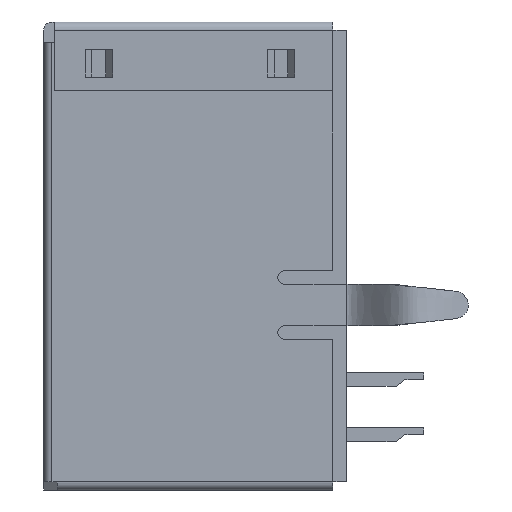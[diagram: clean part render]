
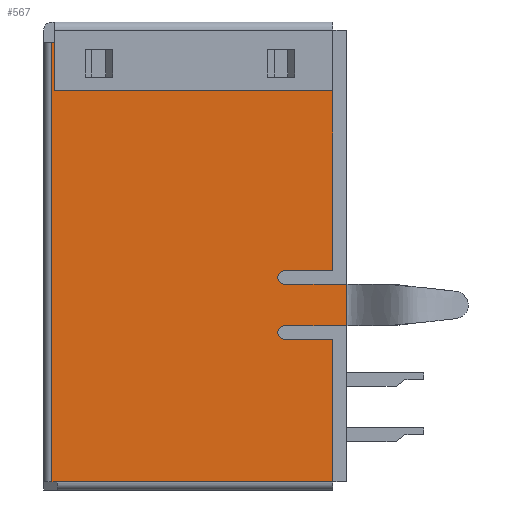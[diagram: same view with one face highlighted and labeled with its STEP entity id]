
A CAD part, left-side view. The second image highlights one B-rep face of the part: STEP entity #567.
In plain terms, the highlighted planar face has unit normal (-1, 0, 0).
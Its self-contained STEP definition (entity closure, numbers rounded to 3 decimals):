
#29 = EDGE_CURVE ( 'NONE', #269, #30, #2281, .T. ) ;
#30 = VERTEX_POINT ( 'NONE', #2277 ) ;
#31 = ORIENTED_EDGE ( 'NONE', *, *, #32, .T. ) ;
#32 = EDGE_CURVE ( 'NONE', #30, #510, #2276, .T. ) ;
#34 = ORIENTED_EDGE ( 'NONE', *, *, #35, .F. ) ;
#35 = EDGE_CURVE ( 'NONE', #265, #228, #2272, .T. ) ;
#71 = EDGE_CURVE ( 'NONE', #348, #190, #2297, .T. ) ;
#72 = EDGE_CURVE ( 'NONE', #190, #564, #2293, .T. ) ;
#107 = EDGE_CURVE ( 'NONE', #265, #108, #2096, .T. ) ;
#108 = VERTEX_POINT ( 'NONE', #2092 ) ;
#109 = ORIENTED_EDGE ( 'NONE', *, *, #110, .F. ) ;
#110 = EDGE_CURVE ( 'NONE', #111, #108, #2091, .T. ) ;
#111 = VERTEX_POINT ( 'NONE', #2087 ) ;
#190 = VERTEX_POINT ( 'NONE', #2424 ) ;
#191 = ORIENTED_EDGE ( 'NONE', *, *, #71, .F. ) ;
#228 = VERTEX_POINT ( 'NONE', #2494 ) ;
#265 = VERTEX_POINT ( 'NONE', #2574 ) ;
#266 = ORIENTED_EDGE ( 'NONE', *, *, #107, .T. ) ;
#267 = ORIENTED_EDGE ( 'NONE', *, *, #268, .F. ) ;
#268 = EDGE_CURVE ( 'NONE', #269, #111, #2572, .T. ) ;
#269 = VERTEX_POINT ( 'NONE', #5909 ) ;
#270 = ORIENTED_EDGE ( 'NONE', *, *, #29, .T. ) ;
#308 = VERTEX_POINT ( 'NONE', #5833 ) ;
#309 = EDGE_CURVE ( 'NONE', #308, #312, #5832, .T. ) ;
#310 = ORIENTED_EDGE ( 'NONE', *, *, #350, .F. ) ;
#311 = ORIENTED_EDGE ( 'NONE', *, *, #309, .F. ) ;
#312 = VERTEX_POINT ( 'NONE', #5828 ) ;
#347 = EDGE_CURVE ( 'NONE', #348, #312, #6021, .T. ) ;
#348 = VERTEX_POINT ( 'NONE', #6017 ) ;
#349 = ORIENTED_EDGE ( 'NONE', *, *, #347, .T. ) ;
#350 = EDGE_CURVE ( 'NONE', #228, #308, #6016, .T. ) ;
#386 = ORIENTED_EDGE ( 'NONE', *, *, #387, .T. ) ;
#387 = EDGE_CURVE ( 'NONE', #513, #508, #6006, .T. ) ;
#388 = ORIENTED_EDGE ( 'NONE', *, *, #566, .T. ) ;
#389 = ORIENTED_EDGE ( 'NONE', *, *, #72, .F. ) ;
#508 = VERTEX_POINT ( 'NONE', #2896 ) ;
#509 = VERTEX_POINT ( 'NONE', #2895 ) ;
#510 = VERTEX_POINT ( 'NONE', #2894 ) ;
#511 = ORIENTED_EDGE ( 'NONE', *, *, #512, .T. ) ;
#512 = EDGE_CURVE ( 'NONE', #509, #513, #2978, .T. ) ;
#513 = VERTEX_POINT ( 'NONE', #2973 ) ;
#564 = VERTEX_POINT ( 'NONE', #3034 ) ;
#566 = EDGE_CURVE ( 'NONE', #508, #564, #3033, .T. ) ;
#567 = ADVANCED_FACE ( 'NONE', ( #3029 ), #3028, .F. ) ;
#568 = EDGE_LOOP ( 'NONE', ( #569, #511, #386, #388, #389, #191, #349, #311, #310, #34, #266, #109, #267, #270, #31 ) ) ;
#569 = ORIENTED_EDGE ( 'NONE', *, *, #570, .F. ) ;
#570 = EDGE_CURVE ( 'NONE', #509, #510, #3023, .T. ) ;
#2087 = CARTESIAN_POINT ( 'NONE',  ( -5.7, 2.25, -11.53 ) ) ;
#2088 = DIRECTION ( 'NONE',  ( 0., -1., 0. ) ) ;
#2089 = VECTOR ( 'NONE', #2088, 1000. ) ;
#2090 = CARTESIAN_POINT ( 'NONE',  ( -5.7, 0.5, -11.53 ) ) ;
#2091 = LINE ( 'NONE', #2090, #2089 ) ;
#2092 = CARTESIAN_POINT ( 'NONE',  ( -5.7, 0.5, -11.53 ) ) ;
#2093 = DIRECTION ( 'NONE',  ( 0., 0., 1. ) ) ;
#2094 = VECTOR ( 'NONE', #2093, 1000. ) ;
#2095 = CARTESIAN_POINT ( 'NONE',  ( -5.7, 0.5, -17. ) ) ;
#2096 = LINE ( 'NONE', #2095, #2094 ) ;
#2269 = DIRECTION ( 'NONE',  ( 0., 1., 0. ) ) ;
#2270 = VECTOR ( 'NONE', #2269, 1000. ) ;
#2271 = CARTESIAN_POINT ( 'NONE',  ( -5.7, 10.5, -16.7 ) ) ;
#2272 = LINE ( 'NONE', #2271, #2270 ) ;
#2273 = DIRECTION ( 'NONE',  ( 0., 0., 1. ) ) ;
#2274 = VECTOR ( 'NONE', #2273, 1000. ) ;
#2275 = CARTESIAN_POINT ( 'NONE',  ( -5.7, 0.004, -10.28 ) ) ;
#2276 = LINE ( 'NONE', #2275, #2274 ) ;
#2277 = CARTESIAN_POINT ( 'NONE',  ( -5.7, 0.004, -11.03 ) ) ;
#2278 = DIRECTION ( 'NONE',  ( 0., -1., 0. ) ) ;
#2279 = VECTOR ( 'NONE', #2278, 1000. ) ;
#2280 = CARTESIAN_POINT ( 'NONE',  ( -5.7, 0., -11.03 ) ) ;
#2281 = LINE ( 'NONE', #2280, #2279 ) ;
#2290 = DIRECTION ( 'NONE',  ( 0., -1., 0. ) ) ;
#2291 = VECTOR ( 'NONE', #2290, 1000. ) ;
#2292 = CARTESIAN_POINT ( 'NONE',  ( -5.7, 10.6, -2.5 ) ) ;
#2293 = LINE ( 'NONE', #2292, #2291 ) ;
#2294 = DIRECTION ( 'NONE',  ( 0., 0., -1. ) ) ;
#2295 = VECTOR ( 'NONE', #2294, 1000. ) ;
#2296 = CARTESIAN_POINT ( 'NONE',  ( -5.7, 10.6, 0. ) ) ;
#2297 = LINE ( 'NONE', #2296, #2295 ) ;
#2424 = CARTESIAN_POINT ( 'NONE',  ( -5.7, 10.6, -2.5 ) ) ;
#2494 = CARTESIAN_POINT ( 'NONE',  ( -5.7, 10.5, -16.7 ) ) ;
#2503 = DIRECTION ( 'NONE',  ( 0., 0., 1. ) ) ;
#2569 = DIRECTION ( 'NONE',  ( -1., 0., 0. ) ) ;
#2570 = CARTESIAN_POINT ( 'NONE',  ( -5.7, 2.25, -11.28 ) ) ;
#2571 = AXIS2_PLACEMENT_3D ( 'NONE', #2570, #2569, #2503 ) ;
#2572 = CIRCLE ( 'NONE', #2571, 0.25 ) ;
#2574 = CARTESIAN_POINT ( 'NONE',  ( -5.7, 0.5, -16.7 ) ) ;
#2894 = CARTESIAN_POINT ( 'NONE',  ( -5.7, 0.004, -9.53 ) ) ;
#2895 = CARTESIAN_POINT ( 'NONE',  ( -5.7, 2.25, -9.53 ) ) ;
#2896 = CARTESIAN_POINT ( 'NONE',  ( -5.7, 0.5, -9.03 ) ) ;
#2973 = CARTESIAN_POINT ( 'NONE',  ( -5.7, 2.25, -9.03 ) ) ;
#2974 = DIRECTION ( 'NONE',  ( 0., 0., -1. ) ) ;
#2975 = DIRECTION ( 'NONE',  ( 1., 0., 0. ) ) ;
#2976 = CARTESIAN_POINT ( 'NONE',  ( -5.7, 2.25, -9.28 ) ) ;
#2977 = AXIS2_PLACEMENT_3D ( 'NONE', #2976, #2975, #2974 ) ;
#2978 = CIRCLE ( 'NONE', #2977, 0.25 ) ;
#3020 = DIRECTION ( 'NONE',  ( 0., -1., 0. ) ) ;
#3021 = VECTOR ( 'NONE', #3020, 1000. ) ;
#3022 = CARTESIAN_POINT ( 'NONE',  ( -5.7, 0., -9.53 ) ) ;
#3023 = LINE ( 'NONE', #3022, #3021 ) ;
#3024 = DIRECTION ( 'NONE',  ( 0., 0., 1. ) ) ;
#3025 = DIRECTION ( 'NONE',  ( 1., 0., 0. ) ) ;
#3026 = CARTESIAN_POINT ( 'NONE',  ( -5.7, 0., 0. ) ) ;
#3027 = AXIS2_PLACEMENT_3D ( 'NONE', #3026, #3025, #3024 ) ;
#3028 = PLANE ( 'NONE',  #3027 ) ;
#3029 = FACE_OUTER_BOUND ( 'NONE', #568, .T. ) ;
#3030 = DIRECTION ( 'NONE',  ( 0., 0., 1. ) ) ;
#3031 = VECTOR ( 'NONE', #3030, 1000. ) ;
#3032 = CARTESIAN_POINT ( 'NONE',  ( -5.7, 0.5, -17. ) ) ;
#3033 = LINE ( 'NONE', #3032, #3031 ) ;
#3034 = CARTESIAN_POINT ( 'NONE',  ( -5.7, 0.5, -2.5 ) ) ;
#5828 = CARTESIAN_POINT ( 'NONE',  ( -5.7, 10.7, -0.75 ) ) ;
#5829 = DIRECTION ( 'NONE',  ( 0., 0., 1. ) ) ;
#5830 = VECTOR ( 'NONE', #5829, 1000. ) ;
#5831 = CARTESIAN_POINT ( 'NONE',  ( -5.7, 10.7, -0.75 ) ) ;
#5832 = LINE ( 'NONE', #5831, #5830 ) ;
#5833 = CARTESIAN_POINT ( 'NONE',  ( -5.7, 10.7, -16.7 ) ) ;
#5909 = CARTESIAN_POINT ( 'NONE',  ( -5.7, 2.25, -11.03 ) ) ;
#6003 = DIRECTION ( 'NONE',  ( 0., -1., 0. ) ) ;
#6004 = VECTOR ( 'NONE', #6003, 1000. ) ;
#6005 = CARTESIAN_POINT ( 'NONE',  ( -5.7, 0.5, -9.03 ) ) ;
#6006 = LINE ( 'NONE', #6005, #6004 ) ;
#6013 = DIRECTION ( 'NONE',  ( 0., 1., 0. ) ) ;
#6014 = VECTOR ( 'NONE', #6013, 1000. ) ;
#6015 = CARTESIAN_POINT ( 'NONE',  ( -5.7, 10.5, -16.7 ) ) ;
#6016 = LINE ( 'NONE', #6015, #6014 ) ;
#6017 = CARTESIAN_POINT ( 'NONE',  ( -5.7, 10.6, -0.75 ) ) ;
#6018 = DIRECTION ( 'NONE',  ( 0., 1., 0. ) ) ;
#6019 = VECTOR ( 'NONE', #6018, 1000. ) ;
#6020 = CARTESIAN_POINT ( 'NONE',  ( -5.7, 11., -0.75 ) ) ;
#6021 = LINE ( 'NONE', #6020, #6019 ) ;
